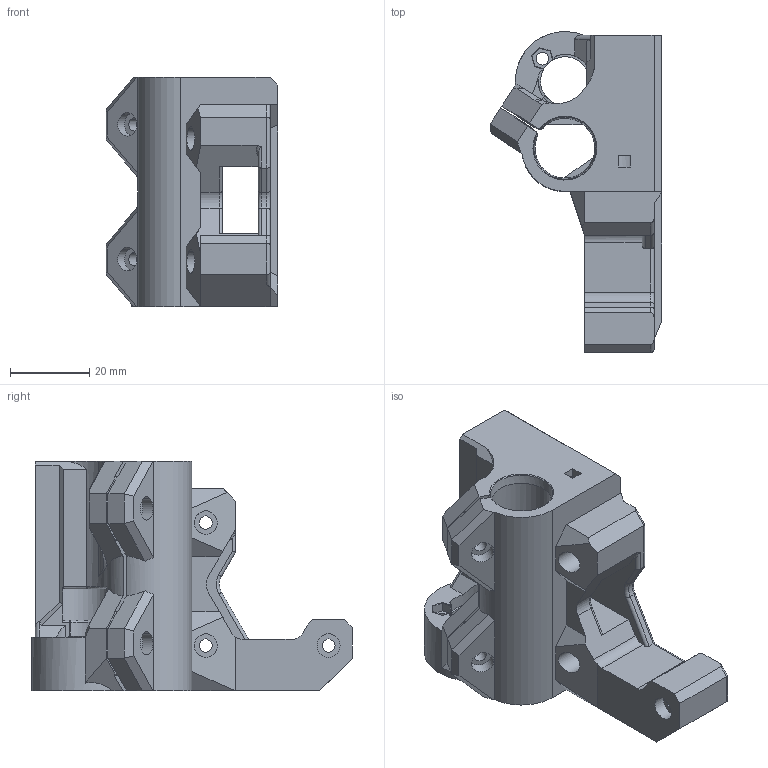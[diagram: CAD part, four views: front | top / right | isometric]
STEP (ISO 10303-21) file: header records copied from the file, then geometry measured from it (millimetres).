
FILE_DESCRIPTION(/* description */ (''),/* implementation_level */ '2;1');
FILE_NAME(/* name */ 'x_end_motor_mk3s.step',/* time_stamp */ '2020-09-07T21:50:09+02:00',/* author */ (''),/* organization */ (''),/* preprocessor_version */ 'ST-DEVELOPER v18.1',/* originating_system */ 'Autodesk Translation Framework v9.3.0.1241',/* authorisation */ '');
FILE_SCHEMA (('AUTOMOTIVE_DESIGN { 1 0 10303 214 3 1 1 }'));
Length unit declared in the file: millimetre
Products named in the file (1): x_end_motor_mk3s
Bounding box: 43.39 x 80.96 x 58 mm (x, y, z)
Volume: 58520.9 mm3; surface area: 23724 mm2
Topology: 1 solids, 7 shells, 421 faces, 1105 edges, 703 vertices
Faces by surface type: plane 332, cylinder 61, torus 10, cone 9, bspline 7, sphere 2
Full cylindrical faces by diameter (mm): 3.2 x3, 12.3 x1
Entity records: 13083 total; most frequent: CARTESIAN_POINT 2718, ORIENTED_EDGE 2210, DIRECTION 2035, EDGE_CURVE 1105, LINE 849, VECTOR 849, VERTEX_POINT 703, AXIS2_PLACEMENT_3D 593
